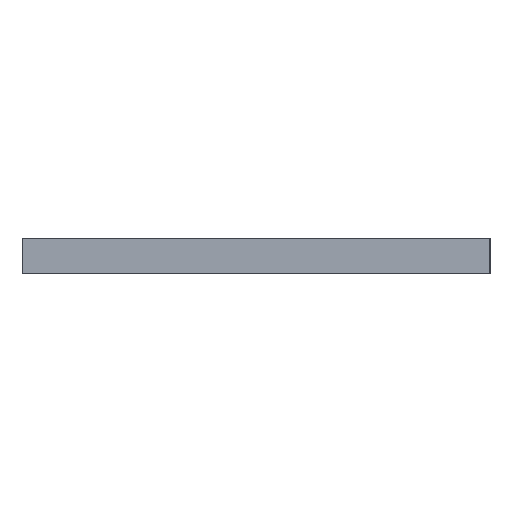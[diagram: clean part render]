
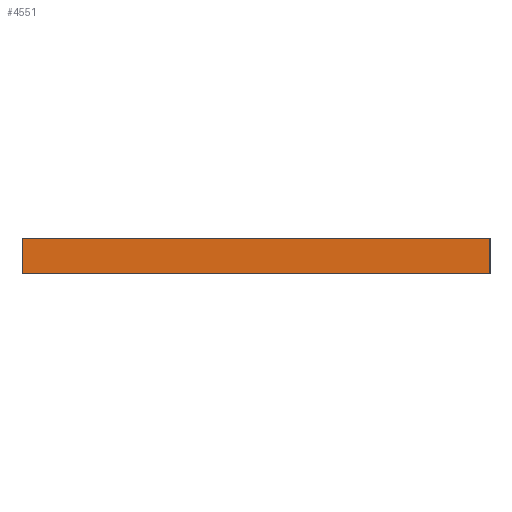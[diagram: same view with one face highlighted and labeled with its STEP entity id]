
A CAD part, left-side view. The second image highlights one B-rep face of the part: STEP entity #4551.
In plain terms, the highlighted planar face has unit normal (-1, 0, 0).
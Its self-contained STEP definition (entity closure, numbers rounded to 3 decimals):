
#146 = VERTEX_POINT('',#147);
#147 = CARTESIAN_POINT('',(25.4,-24.384,0.));
#153 = EDGE_CURVE('',#154,#146,#156,.T.);
#154 = VERTEX_POINT('',#155);
#155 = CARTESIAN_POINT('',(25.4,-45.466,0.));
#156 = LINE('',#157,#158);
#157 = CARTESIAN_POINT('',(25.4,-45.466,0.));
#158 = VECTOR('',#159,1.);
#159 = DIRECTION('',(0.,1.,0.));
#2335 = VERTEX_POINT('',#2336);
#2336 = CARTESIAN_POINT('',(25.4,-24.384,1.6));
#2342 = EDGE_CURVE('',#2343,#2335,#2345,.T.);
#2343 = VERTEX_POINT('',#2344);
#2344 = CARTESIAN_POINT('',(25.4,-45.466,1.6));
#2345 = LINE('',#2346,#2347);
#2346 = CARTESIAN_POINT('',(25.4,-45.466,1.6));
#2347 = VECTOR('',#2348,1.);
#2348 = DIRECTION('',(0.,1.,0.));
#4521 = EDGE_CURVE('',#146,#2335,#4522,.T.);
#4522 = LINE('',#4523,#4524);
#4523 = CARTESIAN_POINT('',(25.4,-24.384,0.));
#4524 = VECTOR('',#4525,1.);
#4525 = DIRECTION('',(0.,0.,1.));
#4551 = ADVANCED_FACE('',(#4552),#4563,.T.);
#4552 = FACE_BOUND('',#4553,.T.);
#4553 = EDGE_LOOP('',(#4554,#4560,#4561,#4562));
#4554 = ORIENTED_EDGE('',*,*,#4555,.T.);
#4555 = EDGE_CURVE('',#154,#2343,#4556,.T.);
#4556 = LINE('',#4557,#4558);
#4557 = CARTESIAN_POINT('',(25.4,-45.466,0.));
#4558 = VECTOR('',#4559,1.);
#4559 = DIRECTION('',(0.,0.,1.));
#4560 = ORIENTED_EDGE('',*,*,#2342,.T.);
#4561 = ORIENTED_EDGE('',*,*,#4521,.F.);
#4562 = ORIENTED_EDGE('',*,*,#153,.F.);
#4563 = PLANE('',#4564);
#4564 = AXIS2_PLACEMENT_3D('',#4565,#4566,#4567);
#4565 = CARTESIAN_POINT('',(25.4,-45.466,0.));
#4566 = DIRECTION('',(-1.,0.,0.));
#4567 = DIRECTION('',(0.,1.,0.));
